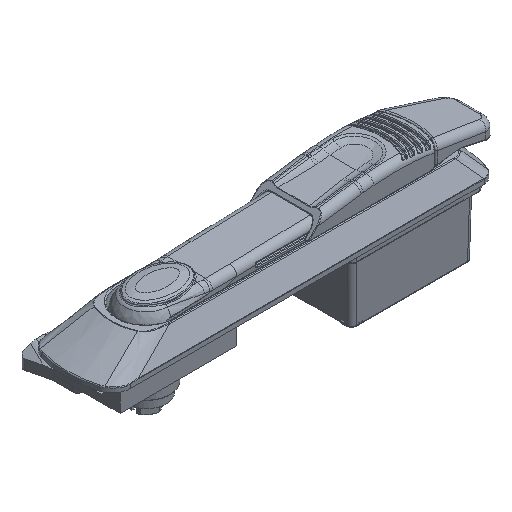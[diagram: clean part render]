
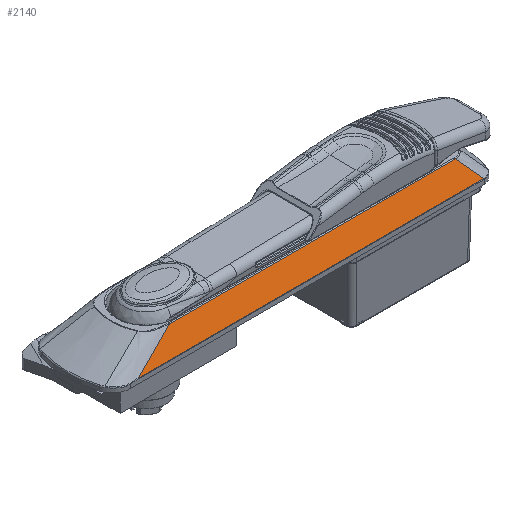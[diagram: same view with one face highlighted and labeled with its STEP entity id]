
A CAD part, isometric view. The second image highlights one B-rep face of the part: STEP entity #2140.
In plain terms, the highlighted planar face has unit normal (0, -0.874, 0.486).
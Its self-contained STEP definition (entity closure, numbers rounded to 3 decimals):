
#2140=ADVANCED_FACE('',(#5240),#5241,.T.);
#5240=FACE_OUTER_BOUND('',#19444,.T.);
#5241=PLANE('',#19445);
#19444=EDGE_LOOP('',(#30652,#30653,#30654,#30655,#30656));
#19445=AXIS2_PLACEMENT_3D('',#30657,#30658,#30659);
#30652=ORIENTED_EDGE('',*,*,#37102,.T.);
#30653=ORIENTED_EDGE('',*,*,#37103,.T.);
#30654=ORIENTED_EDGE('',*,*,#37077,.T.);
#30655=ORIENTED_EDGE('',*,*,#37104,.T.);
#30656=ORIENTED_EDGE('',*,*,#37105,.T.);
#30657=CARTESIAN_POINT('',(80.0,-18.0,0.0));
#30658=DIRECTION('',(0.0,-0.874,0.486));
#30659=DIRECTION('',(-1.0,0.0,0.0));
#37077=EDGE_CURVE('',#43345,#43353,#43354,.T.);
#37102=EDGE_CURVE('',#43394,#43395,#43396,.T.);
#37103=EDGE_CURVE('',#43395,#43345,#43397,.T.);
#37104=EDGE_CURVE('',#43353,#43398,#43399,.T.);
#37105=EDGE_CURVE('',#43398,#43394,#43400,.T.);
#43345=VERTEX_POINT('',#60610);
#43353=VERTEX_POINT('',#60687);
#43354=B_SPLINE_CURVE_WITH_KNOTS('',3,(#60688,#60689,#60690,#60691,#60692,#60693,#60694,#60695,#60696,#60697,#60698,#60699,#60700,#60701,#60702,#60703,#60704),.UNSPECIFIED.,.F.,.F.,(4,2,2,2,2,2,1,2,4),(0.001,0.002,0.003,0.006,0.008,0.011,0.013,0.016,0.021),.UNSPECIFIED.);
#43394=VERTEX_POINT('',#60802);
#43395=VERTEX_POINT('',#60803);
#43396=B_SPLINE_CURVE_WITH_KNOTS('',3,(#60804,#60805,#60806,#60807,#60808,#60809,#60810,#60811,#60812),.UNSPECIFIED.,.F.,.F.,(4,2,1,2,4),(0.,0.003,0.006,0.009,0.013),.UNSPECIFIED.);
#43397=LINE('',#60813,#60814);
#43398=VERTEX_POINT('',#60815);
#43399=LINE('',#60816,#60817);
#43400=ELLIPSE('',#60818,9.253,4.5);
#60610=CARTESIAN_POINT('',(-53.143,-13.134,8.743));
#60687=CARTESIAN_POINT('',(-71.219,-17.937,0.113));
#60688=CARTESIAN_POINT('',(-53.143,-13.134,8.743));
#60689=CARTESIAN_POINT('',(-53.521,-13.232,8.566));
#60690=CARTESIAN_POINT('',(-53.899,-13.331,8.388));
#60691=CARTESIAN_POINT('',(-54.654,-13.53,8.032));
#60692=CARTESIAN_POINT('',(-55.031,-13.629,7.854));
#60693=CARTESIAN_POINT('',(-56.164,-13.927,7.318));
#60694=CARTESIAN_POINT('',(-56.918,-14.126,6.96));
#60695=CARTESIAN_POINT('',(-58.425,-14.525,6.243));
#60696=CARTESIAN_POINT('',(-59.179,-14.725,5.884));
#60697=CARTESIAN_POINT('',(-60.685,-15.125,5.165));
#60698=CARTESIAN_POINT('',(-61.438,-15.326,4.805));
#60699=CARTESIAN_POINT('',(-62.944,-15.727,4.084));
#60700=CARTESIAN_POINT('',(-64.449,-16.128,3.364));
#60701=CARTESIAN_POINT('',(-65.954,-16.53,2.642));
#60702=CARTESIAN_POINT('',(-68.211,-17.132,1.559));
#60703=CARTESIAN_POINT('',(-69.715,-17.535,0.836));
#60704=CARTESIAN_POINT('',(-71.219,-17.937,0.113));
#60802=CARTESIAN_POINT('',(76.724,-17.937,0.114));
#60803=CARTESIAN_POINT('',(69.267,-13.134,8.743));
#60804=CARTESIAN_POINT('',(76.724,-17.937,0.114));
#60805=CARTESIAN_POINT('',(76.106,-17.535,0.835));
#60806=CARTESIAN_POINT('',(75.487,-17.134,1.556));
#60807=CARTESIAN_POINT('',(74.248,-16.332,2.996));
#60808=CARTESIAN_POINT('',(73.007,-15.531,4.436));
#60809=CARTESIAN_POINT('',(71.763,-14.731,5.873));
#60810=CARTESIAN_POINT('',(70.517,-13.932,7.309));
#60811=CARTESIAN_POINT('',(69.892,-13.532,8.027));
#60812=CARTESIAN_POINT('',(69.267,-13.134,8.743));
#60813=CARTESIAN_POINT('',(-52.595,-13.134,8.743));
#60814=VECTOR('',#68733,1.0);
#60815=CARTESIAN_POINT('',(76.675,-17.937,0.113));
#60816=CARTESIAN_POINT('',(80.0,-17.937,0.113));
#60817=VECTOR('',#68734,1.0);
#60818=AXIS2_PLACEMENT_3D('',#68735,#68736,#68737);
#68733=DIRECTION('',(-1.0,0.0,0.0));
#68734=DIRECTION('',(1.0,0.0,0.0));
#68735=CARTESIAN_POINT('',(76.675,-13.437,8.198));
#68736=DIRECTION('',(0.0,-0.874,0.486));
#68737=DIRECTION('',(0.0,0.486,0.874));
